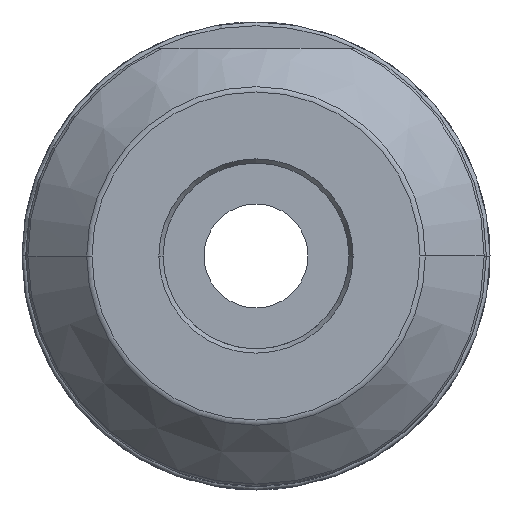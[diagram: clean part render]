
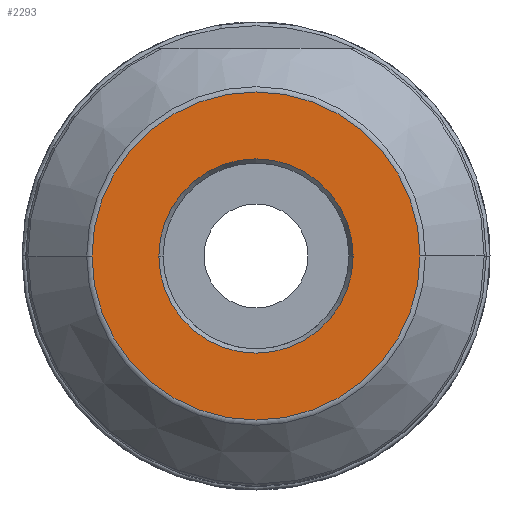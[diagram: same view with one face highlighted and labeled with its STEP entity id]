
A CAD part, front view. The second image highlights one B-rep face of the part: STEP entity #2293.
In plain terms, the highlighted planar face has unit normal (0, -1, 0).
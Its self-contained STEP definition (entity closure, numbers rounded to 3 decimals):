
#26 = DIRECTION ( 'NONE',  ( -1., 0., 0. ) ) ;
#206 = PLANE ( 'NONE',  #5185 ) ;
#223 = DIRECTION ( 'NONE',  ( 0., 1., 0. ) ) ;
#530 = CIRCLE ( 'NONE', #3229, 22.086 ) ;
#734 = AXIS2_PLACEMENT_3D ( 'NONE', #4993, #2506, #26 ) ;
#785 = ORIENTED_EDGE ( 'NONE', *, *, #2269, .T. ) ;
#821 = EDGE_CURVE ( 'NONE', #5175, #4354, #4476, .T. ) ;
#872 = CARTESIAN_POINT ( 'NONE',  ( -13.077, -60., 0. ) ) ;
#873 = CARTESIAN_POINT ( 'NONE',  ( 0., -60., 0. ) ) ;
#890 = ORIENTED_EDGE ( 'NONE', *, *, #821, .T. ) ;
#1290 = DIRECTION ( 'NONE',  ( -1., 0., 0. ) ) ;
#1419 = VERTEX_POINT ( 'NONE', #872 ) ;
#1458 = DIRECTION ( 'NONE',  ( 0., -1., 0. ) ) ;
#1645 = DIRECTION ( 'NONE',  ( 0., -1., 0. ) ) ;
#1760 = AXIS2_PLACEMENT_3D ( 'NONE', #873, #3757, #1290 ) ;
#1882 = CARTESIAN_POINT ( 'NONE',  ( 0., -60., 0. ) ) ;
#2044 = EDGE_CURVE ( 'NONE', #1419, #2652, #2162, .T. ) ;
#2162 = CIRCLE ( 'NONE', #734, 13.077 ) ;
#2269 = EDGE_CURVE ( 'NONE', #4354, #5175, #530, .T. ) ;
#2293 = ADVANCED_FACE ( 'NONE', ( #4822, #3705 ), #206, .F. ) ;
#2506 = DIRECTION ( 'NONE',  ( 0., 1., 0. ) ) ;
#2652 = VERTEX_POINT ( 'NONE', #4721 ) ;
#2760 = AXIS2_PLACEMENT_3D ( 'NONE', #4535, #1645, #4118 ) ;
#2970 = EDGE_CURVE ( 'NONE', #2652, #1419, #4547, .T. ) ;
#3131 = DIRECTION ( 'NONE',  ( -1., 0., 0. ) ) ;
#3229 = AXIS2_PLACEMENT_3D ( 'NONE', #3938, #1458, #4360 ) ;
#3444 = CARTESIAN_POINT ( 'NONE',  ( 22.086, -60., 0. ) ) ;
#3705 = FACE_OUTER_BOUND ( 'NONE', #4777, .T. ) ;
#3757 = DIRECTION ( 'NONE',  ( 0., 1., 0. ) ) ;
#3938 = CARTESIAN_POINT ( 'NONE',  ( 0., -60., 0. ) ) ;
#4118 = DIRECTION ( 'NONE',  ( -1., 0., 0. ) ) ;
#4315 = ORIENTED_EDGE ( 'NONE', *, *, #2044, .T. ) ;
#4354 = VERTEX_POINT ( 'NONE', #3444 ) ;
#4360 = DIRECTION ( 'NONE',  ( -1., 0., 0. ) ) ;
#4466 = ORIENTED_EDGE ( 'NONE', *, *, #2970, .T. ) ;
#4476 = CIRCLE ( 'NONE', #2760, 22.086 ) ;
#4535 = CARTESIAN_POINT ( 'NONE',  ( 0., -60., 0. ) ) ;
#4547 = CIRCLE ( 'NONE', #1760, 13.077 ) ;
#4721 = CARTESIAN_POINT ( 'NONE',  ( 13.077, -60., 0. ) ) ;
#4775 = EDGE_LOOP ( 'NONE', ( #4466, #4315 ) ) ;
#4777 = EDGE_LOOP ( 'NONE', ( #890, #785 ) ) ;
#4822 = FACE_BOUND ( 'NONE', #4775, .T. ) ;
#4993 = CARTESIAN_POINT ( 'NONE',  ( 0., -60., 0. ) ) ;
#5175 = VERTEX_POINT ( 'NONE', #5237 ) ;
#5185 = AXIS2_PLACEMENT_3D ( 'NONE', #1882, #223, #3131 ) ;
#5237 = CARTESIAN_POINT ( 'NONE',  ( -22.086, -60., 0. ) ) ;
